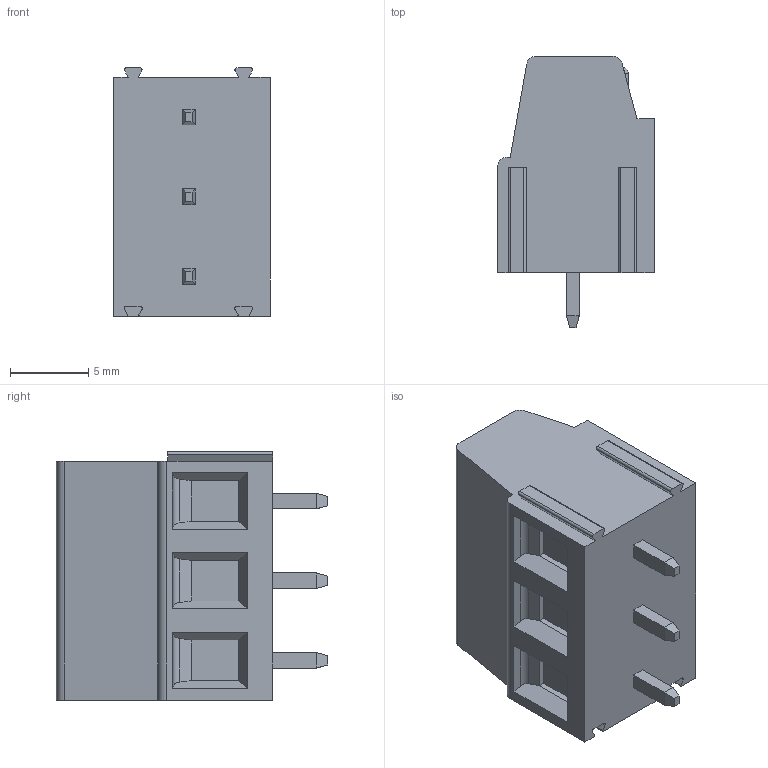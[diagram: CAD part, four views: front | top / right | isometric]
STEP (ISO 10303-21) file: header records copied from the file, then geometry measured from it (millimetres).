
FILE_DESCRIPTION((''),'2;1');
FILE_NAME('TL338V','2025-02-17T',('yanfa'),(''),'PRO/ENGINEER BY PARAMETRIC TECHNOLOGY CORPORATION, 2009280','PRO/ENGINEER BY PARAMETRIC TECHNOLOGY CORPORATION, 2009280','');
FILE_SCHEMA(('AUTOMOTIVE_DESIGN_CC2 { 1 2 10303 214 -1 1 5 2 }'));
Length unit declared in the file: millimetre
Products named in the file (1): TL338V
Bounding box: 10 x 17.3 x 15.84 mm (x, y, z)
Volume: 1755.9 mm3; surface area: 1164.5 mm2
Topology: 1 solids, 1 shells, 170 faces, 432 edges, 276 vertices
Faces by surface type: plane 104, cylinder 45, cone 12, torus 6, sphere 3
Entity records: 5192 total; most frequent: CARTESIAN_POINT 1022, ORIENTED_EDGE 864, DIRECTION 853, EDGE_CURVE 432, VECTOR 309, LINE 309, VERTEX_POINT 276, AXIS2_PLACEMENT_3D 272
